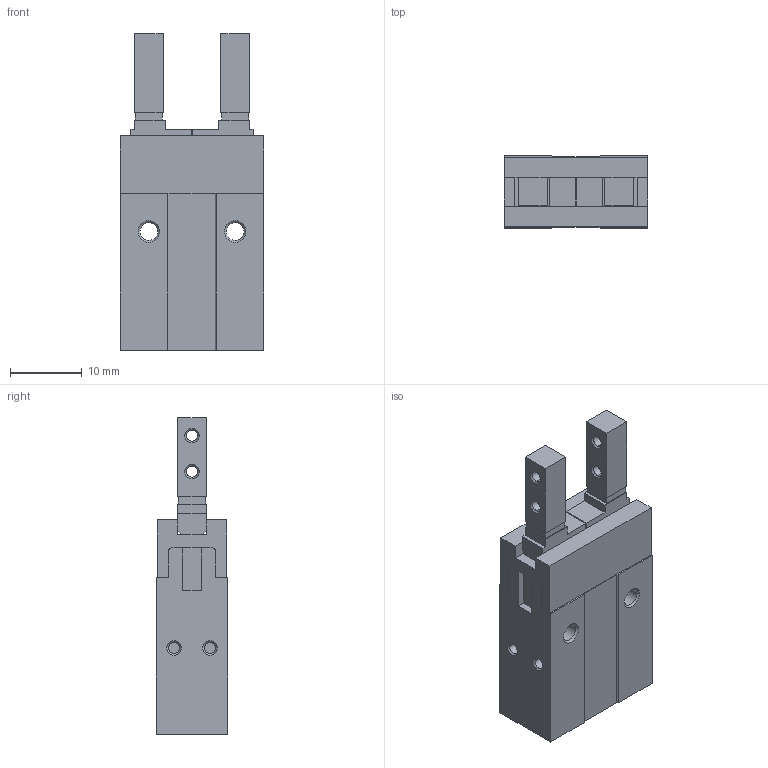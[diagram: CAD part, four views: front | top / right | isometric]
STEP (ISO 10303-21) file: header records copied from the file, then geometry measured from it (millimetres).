
FILE_DESCRIPTION( ( '' ), '1' );
FILE_NAME( 'MHZA2-6D_8_0_.stp', '2017-07-01T05:45:11', ( '' ), ( '' ), ' ', ' ', ' ' );
FILE_SCHEMA( ( 'automotive_design' ) );
Length unit declared in the file: millimetre
Products named in the file (3): 1; 2; 3
Bounding box: 20 x 10 x 44 mm (x, y, z)
Volume: 5996.5 mm3; surface area: 3399.1 mm2
Topology: 3 solids, 3 shells, 181 faces, 438 edges, 276 vertices
Faces by surface type: plane 115, cone 36, cylinder 30
Entity records: 10316 total; most frequent: DIRECTION 902, STYLED_ITEM 898, PRESENTATION_STYLE_ASSIGNMENT 898, CARTESIAN_POINT 898, COLOUR_RGB 898, ORIENTED_EDGE 876, EDGE_CURVE 438, CURVE_STYLE 438
